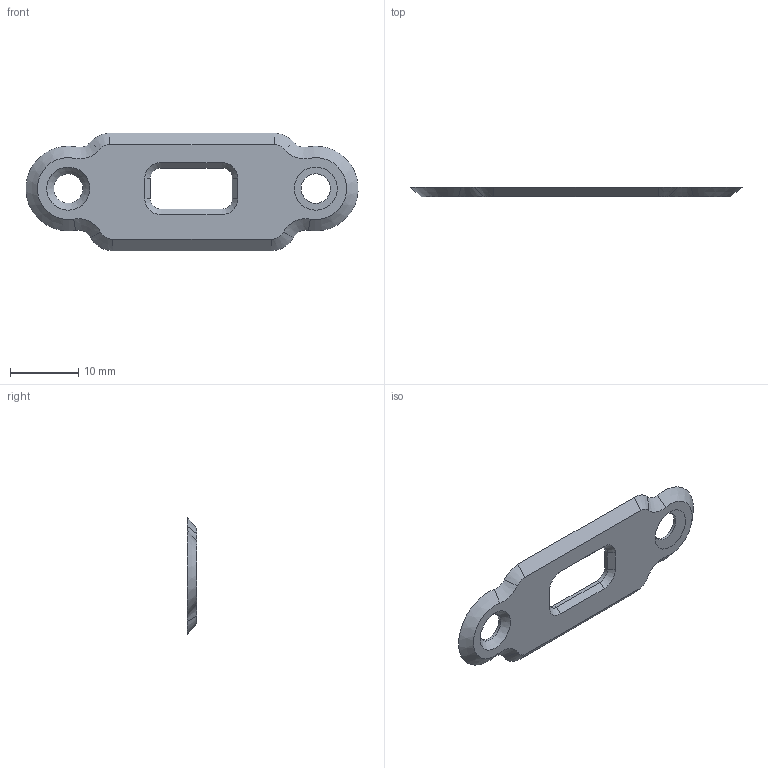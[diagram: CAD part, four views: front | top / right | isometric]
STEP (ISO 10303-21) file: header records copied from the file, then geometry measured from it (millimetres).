
FILE_DESCRIPTION(/* description */ (''),/* implementation_level */ '2;1');
FILE_NAME(/* name */ 'front-cover.step',/* time_stamp */ '2023-09-04T09:43:34-04:00',/* author */ (''),/* organization */ (''),/* preprocessor_version */ 'ST-DEVELOPER v20',/* originating_system */ 'Autodesk Translation Framework v12.9.0.99',/* authorisation */ '');
FILE_SCHEMA (('AUTOMOTIVE_DESIGN { 1 0 10303 214 3 1 1 }'));
Length unit declared in the file: millimetre
Products named in the file (1): front-cover
Bounding box: 48.55 x 1.4 x 17.18 mm (x, y, z)
Volume: 692.3 mm3; surface area: 1325.5 mm2
Topology: 1 solids, 1 shells, 34 faces, 86 edges, 54 vertices
Faces by surface type: cone 16, plane 12, cylinder 6
Full cylindrical faces by diameter (mm): 4.3 x2
Entity records: 1073 total; most frequent: DIRECTION 194, CARTESIAN_POINT 175, ORIENTED_EDGE 172, EDGE_CURVE 86, AXIS2_PLACEMENT_3D 73, VERTEX_POINT 54, LINE 48, VECTOR 48
